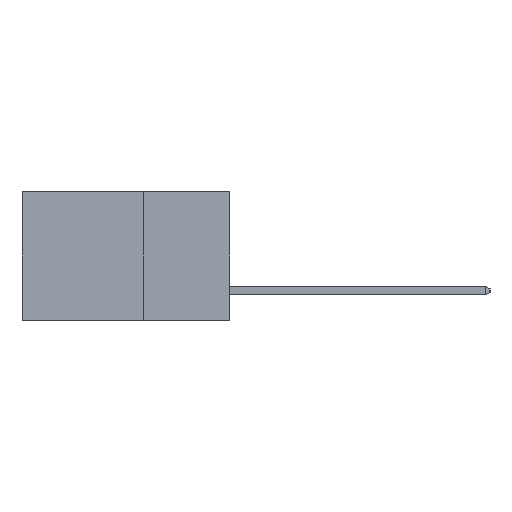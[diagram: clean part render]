
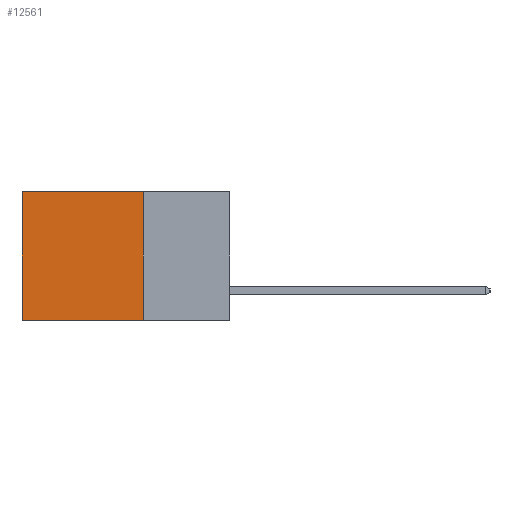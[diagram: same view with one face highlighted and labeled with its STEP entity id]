
A CAD part, left-side view. The second image highlights one B-rep face of the part: STEP entity #12561.
In plain terms, the highlighted planar face has unit normal (-1, 0, 0).
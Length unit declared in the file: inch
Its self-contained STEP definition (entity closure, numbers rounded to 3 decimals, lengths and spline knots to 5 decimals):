
#150 = VERTEX_POINT ( 'NONE', #12074 ) ;
#929 = DIRECTION ( 'NONE',  ( 0., 0., -1. ) ) ;
#954 = CARTESIAN_POINT ( 'NONE',  ( 0.298, 0.6, 0. ) ) ;
#1402 = PLANE ( 'NONE',  #5048 ) ;
#2438 = DIRECTION ( 'NONE',  ( 1., 0., 0. ) ) ;
#2577 = VECTOR ( 'NONE', #7524, 39.37008 ) ;
#3570 = EDGE_CURVE ( 'NONE', #6022, #150, #11159, .T. ) ;
#3824 = DIRECTION ( 'NONE',  ( 0., 1., 0. ) ) ;
#4015 = CARTESIAN_POINT ( 'NONE',  ( 0.298, 0.25, 0. ) ) ;
#4171 = LINE ( 'NONE', #4015, #6822 ) ;
#4488 = FACE_OUTER_BOUND ( 'NONE', #5179, .T. ) ;
#5041 = EDGE_CURVE ( 'NONE', #9498, #6970, #4171, .T. ) ;
#5048 = AXIS2_PLACEMENT_3D ( 'NONE', #7481, #2438, #9403 ) ;
#5179 = EDGE_LOOP ( 'NONE', ( #6214, #6376, #6435, #6640 ) ) ;
#5616 = CARTESIAN_POINT ( 'NONE',  ( 0.298, 0.25, 0. ) ) ;
#6022 = VERTEX_POINT ( 'NONE', #12100 ) ;
#6089 = CARTESIAN_POINT ( 'NONE',  ( 0.298, 0.6, 0. ) ) ;
#6112 = VECTOR ( 'NONE', #929, 39.37008 ) ;
#6214 = ORIENTED_EDGE ( 'NONE', *, *, #11657, .T. ) ;
#6376 = ORIENTED_EDGE ( 'NONE', *, *, #3570, .F. ) ;
#6435 = ORIENTED_EDGE ( 'NONE', *, *, #11047, .F. ) ;
#6640 = ORIENTED_EDGE ( 'NONE', *, *, #5041, .T. ) ;
#6737 = DIRECTION ( 'NONE',  ( 0., 1., 0. ) ) ;
#6822 = VECTOR ( 'NONE', #3824, 39.37008 ) ;
#6970 = VERTEX_POINT ( 'NONE', #954 ) ;
#7137 = CARTESIAN_POINT ( 'NONE',  ( 0.298, 0.25, 0. ) ) ;
#7481 = CARTESIAN_POINT ( 'NONE',  ( 0.298, 0.25, 0. ) ) ;
#7524 = DIRECTION ( 'NONE',  ( 0., 0., -1. ) ) ;
#9403 = DIRECTION ( 'NONE',  ( 0., 0., -1. ) ) ;
#9498 = VERTEX_POINT ( 'NONE', #7137 ) ;
#10436 = LINE ( 'NONE', #5616, #2577 ) ;
#10872 = VECTOR ( 'NONE', #6737, 39.37008 ) ;
#11047 = EDGE_CURVE ( 'NONE', #9498, #6022, #10436, .T. ) ;
#11157 = LINE ( 'NONE', #6089, #6112 ) ;
#11159 = LINE ( 'NONE', #12379, #10872 ) ;
#11657 = EDGE_CURVE ( 'NONE', #6970, #150, #11157, .T. ) ;
#12074 = CARTESIAN_POINT ( 'NONE',  ( 0.298, 0.6, -0.37 ) ) ;
#12100 = CARTESIAN_POINT ( 'NONE',  ( 0.298, 0.25, -0.37 ) ) ;
#12379 = CARTESIAN_POINT ( 'NONE',  ( 0.298, 0.25, -0.37 ) ) ;
#12561 = ADVANCED_FACE ( 'NONE', ( #4488 ), #1402, .F. ) ;
